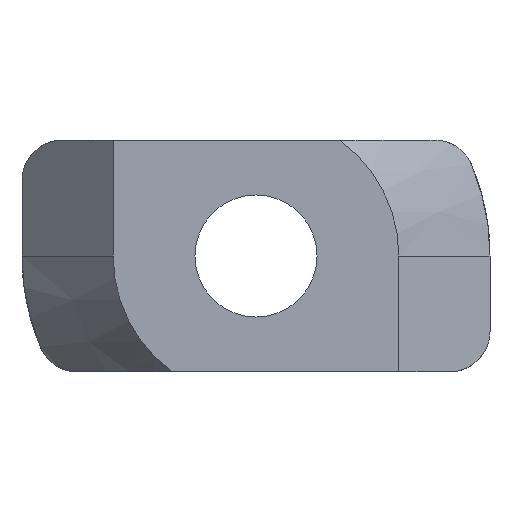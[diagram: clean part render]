
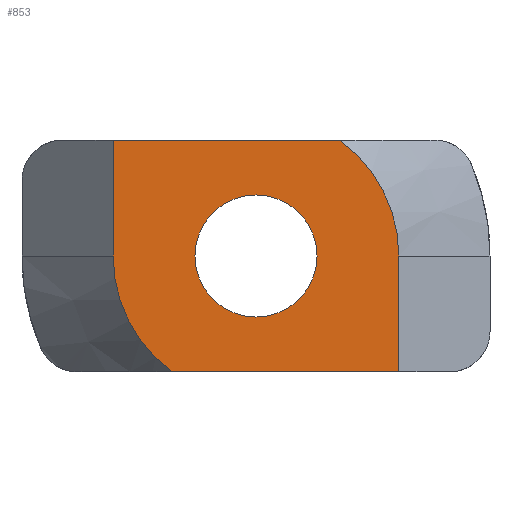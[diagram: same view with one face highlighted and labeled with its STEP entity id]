
A CAD part, front view. The second image highlights one B-rep face of the part: STEP entity #853.
In plain terms, the highlighted planar face has unit normal (0, -1, 0).
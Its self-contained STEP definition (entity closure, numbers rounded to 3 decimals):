
#19=FACE_BOUND('',#155,.T.);
#71=PLANE('',#932);
#107=FACE_OUTER_BOUND('',#154,.T.);
#154=EDGE_LOOP('',(#649,#650,#651,#652,#653,#654));
#155=EDGE_LOOP('',(#655));
#229=LINE('',#1387,#306);
#233=LINE('',#1399,#310);
#234=LINE('',#1403,#311);
#235=LINE('',#1405,#312);
#306=VECTOR('',#1105,1.);
#310=VECTOR('',#1111,1.);
#311=VECTOR('',#1114,1.);
#312=VECTOR('',#1115,1.);
#342=CIRCLE('',#900,1.5);
#346=CIRCLE('',#933,3.51);
#347=CIRCLE('',#934,3.51);
#356=VERTEX_POINT('',#1266);
#401=VERTEX_POINT('',#1384);
#402=VERTEX_POINT('',#1386);
#406=VERTEX_POINT('',#1398);
#407=VERTEX_POINT('',#1400);
#408=VERTEX_POINT('',#1402);
#409=VERTEX_POINT('',#1404);
#441=EDGE_CURVE('',#356,#356,#342,.F.);
#499=EDGE_CURVE('',#402,#401,#229,.T.);
#504=EDGE_CURVE('',#406,#401,#233,.T.);
#505=EDGE_CURVE('',#407,#406,#346,.T.);
#506=EDGE_CURVE('',#408,#407,#234,.T.);
#507=EDGE_CURVE('',#408,#409,#235,.T.);
#508=EDGE_CURVE('',#402,#409,#347,.T.);
#649=ORIENTED_EDGE('',*,*,#504,.F.);
#650=ORIENTED_EDGE('',*,*,#505,.F.);
#651=ORIENTED_EDGE('',*,*,#506,.F.);
#652=ORIENTED_EDGE('',*,*,#507,.T.);
#653=ORIENTED_EDGE('',*,*,#508,.F.);
#654=ORIENTED_EDGE('',*,*,#499,.T.);
#655=ORIENTED_EDGE('',*,*,#441,.T.);
#853=ADVANCED_FACE('',(#107,#19),#71,.F.);
#900=AXIS2_PLACEMENT_3D('',#1268,#1000,#1001);
#932=AXIS2_PLACEMENT_3D('',#1397,#1109,#1110);
#933=AXIS2_PLACEMENT_3D('',#1401,#1112,#1113);
#934=AXIS2_PLACEMENT_3D('',#1406,#1116,#1117);
#1000=DIRECTION('center_axis',(0.,-1.,0.));
#1001=DIRECTION('ref_axis',(0.,0.,-1.));
#1105=DIRECTION('',(1.,0.,0.));
#1109=DIRECTION('center_axis',(0.,1.,0.));
#1110=DIRECTION('ref_axis',(0.,0.,1.));
#1111=DIRECTION('',(0.,0.,-1.));
#1112=DIRECTION('center_axis',(0.,1.,0.));
#1113=DIRECTION('ref_axis',(1.,0.,0.));
#1114=DIRECTION('',(1.,0.,0.));
#1115=DIRECTION('',(0.,0.,-1.));
#1116=DIRECTION('center_axis',(0.,1.,0.));
#1117=DIRECTION('ref_axis',(-1.,0.,0.));
#1266=CARTESIAN_POINT('',(0.,0.,1.5));
#1268=CARTESIAN_POINT('Origin',(0.,0.,0.));
#1384=CARTESIAN_POINT('',(3.51,0.,-2.85));
#1386=CARTESIAN_POINT('',(-2.049,0.,-2.85));
#1387=CARTESIAN_POINT('',(-3.51,0.,-2.85));
#1397=CARTESIAN_POINT('Origin',(-3.51,0.,
2.85));
#1398=CARTESIAN_POINT('',(3.51,0.,0.));
#1399=CARTESIAN_POINT('',(3.51,0.,2.85));
#1400=CARTESIAN_POINT('',(2.049,0.,2.85));
#1401=CARTESIAN_POINT('Origin',(0.,0.,
0.));
#1402=CARTESIAN_POINT('',(-3.51,0.,2.85));
#1403=CARTESIAN_POINT('',(-3.51,0.,2.85));
#1404=CARTESIAN_POINT('',(-3.51,0.,0.));
#1405=CARTESIAN_POINT('',(-3.51,0.,2.85));
#1406=CARTESIAN_POINT('Origin',(0.,0.,
0.));
